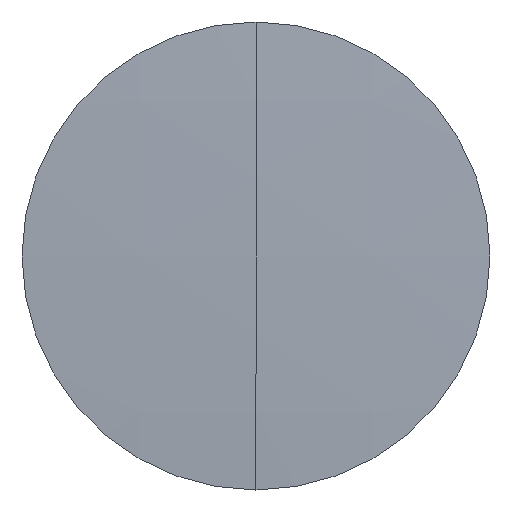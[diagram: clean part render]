
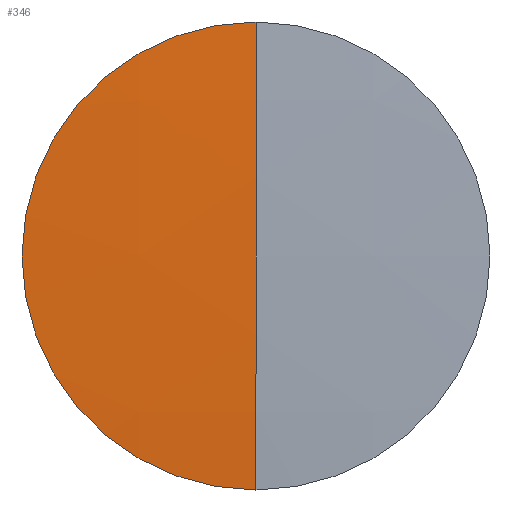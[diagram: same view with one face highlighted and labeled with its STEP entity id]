
A CAD part, left-side view. The second image highlights one B-rep face of the part: STEP entity #346.
In plain terms, the highlighted spherical face has radius 494.3 mm.
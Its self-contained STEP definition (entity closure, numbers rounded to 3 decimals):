
#7 = DIRECTION ( 'NONE',  ( 0., 0., 1. ) ) ;
#10 = CARTESIAN_POINT ( 'NONE',  ( 73.202, 0., 25.4 ) ) ;
#29 = AXIS2_PLACEMENT_3D ( 'NONE', #179, #222, #221 ) ;
#41 = CIRCLE ( 'NONE', #76, 494.3 ) ;
#47 = CIRCLE ( 'NONE', #106, 25.4 ) ;
#76 = AXIS2_PLACEMENT_3D ( 'NONE', #129, #162, #347 ) ;
#89 = CIRCLE ( 'NONE', #174, 494.3 ) ;
#106 = AXIS2_PLACEMENT_3D ( 'NONE', #131, #316, #7 ) ;
#109 = DIRECTION ( 'NONE',  ( 0., 1., 0. ) ) ;
#113 = FACE_OUTER_BOUND ( 'NONE', #160, .T. ) ;
#125 = DIRECTION ( 'NONE',  ( 0., 0., 1. ) ) ;
#129 = CARTESIAN_POINT ( 'NONE',  ( 566.849, 0., 0. ) ) ;
#131 = CARTESIAN_POINT ( 'NONE',  ( 73.202, 0., 0. ) ) ;
#138 = ORIENTED_EDGE ( 'NONE', *, *, #225, .T. ) ;
#139 = ORIENTED_EDGE ( 'NONE', *, *, #288, .F. ) ;
#160 = EDGE_LOOP ( 'NONE', ( #138, #265, #139 ) ) ;
#162 = DIRECTION ( 'NONE',  ( 0., -1., 0. ) ) ;
#168 = CARTESIAN_POINT ( 'NONE',  ( 566.849, 0., 0. ) ) ;
#174 = AXIS2_PLACEMENT_3D ( 'NONE', #168, #109, #125 ) ;
#179 = CARTESIAN_POINT ( 'NONE',  ( 566.849, 0., 0. ) ) ;
#217 = CARTESIAN_POINT ( 'NONE',  ( 72.549, 0., 0. ) ) ;
#221 = DIRECTION ( 'NONE',  ( 0., 0., 1. ) ) ;
#222 = DIRECTION ( 'NONE',  ( 0., 1., 0. ) ) ;
#225 = EDGE_CURVE ( 'NONE', #264, #284, #47, .T. ) ;
#264 = VERTEX_POINT ( 'NONE', #10 ) ;
#265 = ORIENTED_EDGE ( 'NONE', *, *, #326, .T. ) ;
#267 = CARTESIAN_POINT ( 'NONE',  ( 73.202, 0., -25.4 ) ) ;
#284 = VERTEX_POINT ( 'NONE', #267 ) ;
#288 = EDGE_CURVE ( 'NONE', #264, #335, #41, .T. ) ;
#314 = SPHERICAL_SURFACE ( 'NONE', #29, 494.3 ) ;
#316 = DIRECTION ( 'NONE',  ( -1., 0., 0. ) ) ;
#326 = EDGE_CURVE ( 'NONE', #284, #335, #89, .T. ) ;
#335 = VERTEX_POINT ( 'NONE', #217 ) ;
#346 = ADVANCED_FACE ( 'NONE', ( #113 ), #314, .T. ) ;
#347 = DIRECTION ( 'NONE',  ( 0., 0., -1. ) ) ;
